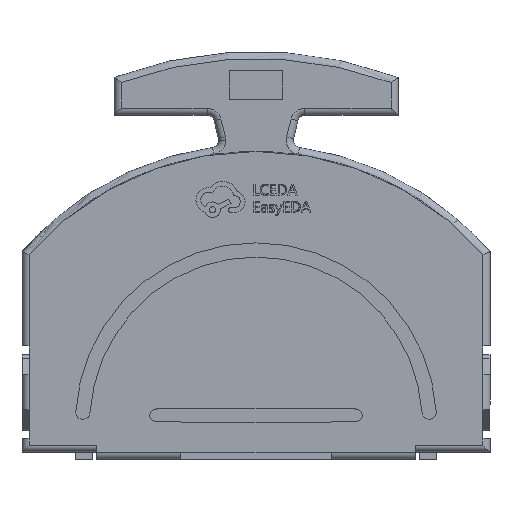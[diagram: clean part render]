
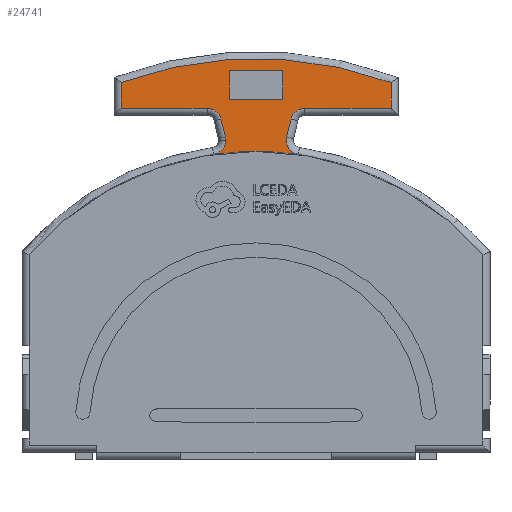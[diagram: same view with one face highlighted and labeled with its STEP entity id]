
A CAD part, top view. The second image highlights one B-rep face of the part: STEP entity #24741.
In plain terms, the highlighted planar face has unit normal (0, 0, 1).
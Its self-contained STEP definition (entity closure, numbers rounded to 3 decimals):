
#318 = DIRECTION ( 'NONE',  ( 0., 0., 1. ) ) ;
#595 = VECTOR ( 'NONE', #11867, 1000. ) ;
#674 = DIRECTION ( 'NONE',  ( 1., 0., 0. ) ) ;
#1150 = VECTOR ( 'NONE', #16567, 1000. ) ;
#1294 = EDGE_CURVE ( 'NONE', #20895, #23730, #15182, .T. ) ;
#1610 = VECTOR ( 'NONE', #12639, 1000. ) ;
#1635 = VECTOR ( 'NONE', #25832, 1000. ) ;
#1968 = ORIENTED_EDGE ( 'NONE', *, *, #26003, .F. ) ;
#2042 = DIRECTION ( 'NONE',  ( 1., 0., 0. ) ) ;
#2358 = DIRECTION ( 'NONE',  ( 0., 0., 1. ) ) ;
#3260 = ORIENTED_EDGE ( 'NONE', *, *, #1294, .T. ) ;
#3376 = CARTESIAN_POINT ( 'NONE',  ( 3.811, 4.061, 3.1 ) ) ;
#3522 = CARTESIAN_POINT ( 'NONE',  ( 0.754, 3.447, 3.1 ) ) ;
#3592 = CARTESIAN_POINT ( 'NONE',  ( 1.378, 3.197, 3.1 ) ) ;
#3617 = ORIENTED_EDGE ( 'NONE', *, *, #20847, .F. ) ;
#3711 = DIRECTION ( 'NONE',  ( 1., 0., 0. ) ) ;
#3782 = CARTESIAN_POINT ( 'NONE',  ( 0.754, 3.447, 3.1 ) ) ;
#4275 = ORIENTED_EDGE ( 'NONE', *, *, #22238, .T. ) ;
#4295 = VECTOR ( 'NONE', #15156, 1000. ) ;
#4916 = ORIENTED_EDGE ( 'NONE', *, *, #18865, .T. ) ;
#5056 = VERTEX_POINT ( 'NONE', #19384 ) ;
#5123 = AXIS2_PLACEMENT_3D ( 'NONE', #19508, #25685, #17640 ) ;
#5571 = CARTESIAN_POINT ( 'NONE',  ( -0.754, 4.262, 3.1 ) ) ;
#5866 = CARTESIAN_POINT ( 'NONE',  ( 0.99, 2.894, 3.1 ) ) ;
#5956 = ORIENTED_EDGE ( 'NONE', *, *, #11620, .F. ) ;
#5974 = VECTOR ( 'NONE', #674, 1000. ) ;
#6128 = CARTESIAN_POINT ( 'NONE',  ( 0., -6.521, 3.1 ) ) ;
#6229 = PLANE ( 'NONE',  #20269 ) ;
#6459 = DIRECTION ( 'NONE',  ( 0., 0., 1. ) ) ;
#6572 = VERTEX_POINT ( 'NONE', #24573 ) ;
#6671 = CARTESIAN_POINT ( 'NONE',  ( 3.811, 3.922, 3.1 ) ) ;
#6726 = DIRECTION ( 'NONE',  ( 1., 0., 0. ) ) ;
#6816 = VERTEX_POINT ( 'NONE', #8969 ) ;
#6977 = CARTESIAN_POINT ( 'NONE',  ( 1.195, 1.894, 3.1 ) ) ;
#7001 = VECTOR ( 'NONE', #13436, 1000. ) ;
#7186 = VERTEX_POINT ( 'NONE', #3592 ) ;
#7194 = AXIS2_PLACEMENT_3D ( 'NONE', #6128, #14162, #20640 ) ;
#7260 = LINE ( 'NONE', #3522, #1635 ) ;
#7294 = EDGE_CURVE ( 'NONE', #5056, #6572, #25513, .T. ) ;
#7402 = LINE ( 'NONE', #3782, #595 ) ;
#7507 = ORIENTED_EDGE ( 'NONE', *, *, #19876, .T. ) ;
#7692 = VERTEX_POINT ( 'NONE', #22679 ) ;
#7762 = VERTEX_POINT ( 'NONE', #19555 ) ;
#8026 = CARTESIAN_POINT ( 'NONE',  ( 1.278, -6.203, 3.1 ) ) ;
#8143 = CIRCLE ( 'NONE', #22856, 0.4 ) ;
#8305 = VERTEX_POINT ( 'NONE', #23280 ) ;
#8316 = CARTESIAN_POINT ( 'NONE',  ( -1.252, 2.29, 3.1 ) ) ;
#8595 = EDGE_CURVE ( 'NONE', #7692, #6572, #20761, .T. ) ;
#8969 = CARTESIAN_POINT ( 'NONE',  ( -0.852, 2.29, 3.1 ) ) ;
#9272 = VERTEX_POINT ( 'NONE', #5866 ) ;
#9396 = ORIENTED_EDGE ( 'NONE', *, *, #22593, .T. ) ;
#9773 = CIRCLE ( 'NONE', #16499, 11.1 ) ;
#9786 = ORIENTED_EDGE ( 'NONE', *, *, #8595, .T. ) ;
#9986 = CARTESIAN_POINT ( 'NONE',  ( 4.011, 3.197, 3.1 ) ) ;
#10633 = DIRECTION ( 'NONE',  ( 1., 0., 0. ) ) ;
#10788 = LINE ( 'NONE', #20638, #1150 ) ;
#10944 = CIRCLE ( 'NONE', #20584, 0.4 ) ;
#11540 = CARTESIAN_POINT ( 'NONE',  ( -0.863, 2.387, 3.1 ) ) ;
#11620 = EDGE_CURVE ( 'NONE', #8305, #24060, #17167, .T. ) ;
#11867 = DIRECTION ( 'NONE',  ( 0., 1., 0. ) ) ;
#12155 = EDGE_CURVE ( 'NONE', #7186, #18251, #25654, .T. ) ;
#12236 = VERTEX_POINT ( 'NONE', #18128 ) ;
#12308 = DIRECTION ( 'NONE',  ( 0., 0., -1. ) ) ;
#12390 = CARTESIAN_POINT ( 'NONE',  ( 0.754, 3.447, 3.1 ) ) ;
#12639 = DIRECTION ( 'NONE',  ( 0., -1., 0. ) ) ;
#12830 = ORIENTED_EDGE ( 'NONE', *, *, #18092, .F. ) ;
#13311 = VERTEX_POINT ( 'NONE', #6671 ) ;
#13436 = DIRECTION ( 'NONE',  ( -1., 0., 0. ) ) ;
#13638 = DIRECTION ( 'NONE',  ( 1., 0., 0. ) ) ;
#13714 = DIRECTION ( 'NONE',  ( 0., 0., 1. ) ) ;
#13935 = CARTESIAN_POINT ( 'NONE',  ( 3.811, 3.197, 3.1 ) ) ;
#14162 = DIRECTION ( 'NONE',  ( 0., 0., -1. ) ) ;
#14954 = EDGE_CURVE ( 'NONE', #21010, #8305, #7402, .T. ) ;
#15156 = DIRECTION ( 'NONE',  ( 0., 1., 0. ) ) ;
#15182 = CIRCLE ( 'NONE', #7194, 8.5 ) ;
#15317 = VECTOR ( 'NONE', #19771, 1000. ) ;
#15349 = VECTOR ( 'NONE', #17980, 1000. ) ;
#15578 = CARTESIAN_POINT ( 'NONE',  ( 0.754, 4.262, 3.1 ) ) ;
#15668 = EDGE_LOOP ( 'NONE', ( #22944, #19250, #5956, #23081 ) ) ;
#16499 = AXIS2_PLACEMENT_3D ( 'NONE', #18196, #13714, #20047 ) ;
#16567 = DIRECTION ( 'NONE',  ( 0.242, 0.97, 0. ) ) ;
#16749 = CARTESIAN_POINT ( 'NONE',  ( -3.8, -6.521, 3.1 ) ) ;
#17076 = EDGE_LOOP ( 'NONE', ( #17633, #3260, #3617, #4275, #12830, #24843, #18095, #4916, #9396, #9786, #25472, #7507, #1968 ) ) ;
#17167 = LINE ( 'NONE', #15578, #7001 ) ;
#17410 = CIRCLE ( 'NONE', #19103, 0.4 ) ;
#17633 = ORIENTED_EDGE ( 'NONE', *, *, #22645, .F. ) ;
#17640 = DIRECTION ( 'NONE',  ( 1., 0., 0. ) ) ;
#17811 = CARTESIAN_POINT ( 'NONE',  ( -1.195, 1.894, 3.1 ) ) ;
#17980 = DIRECTION ( 'NONE',  ( 0., -1., 0. ) ) ;
#18092 = EDGE_CURVE ( 'NONE', #7186, #9272, #19499, .T. ) ;
#18095 = ORIENTED_EDGE ( 'NONE', *, *, #19824, .T. ) ;
#18128 = CARTESIAN_POINT ( 'NONE',  ( -0.754, 3.447, 3.1 ) ) ;
#18196 = CARTESIAN_POINT ( 'NONE',  ( 0., -6.503, 3.1 ) ) ;
#18251 = VERTEX_POINT ( 'NONE', #13935 ) ;
#18780 = AXIS2_PLACEMENT_3D ( 'NONE', #20480, #2358, #10633 ) ;
#18795 = CARTESIAN_POINT ( 'NONE',  ( -1.222, 3.197, 3.1 ) ) ;
#18865 = EDGE_CURVE ( 'NONE', #13311, #21897, #9773, .T. ) ;
#19103 = AXIS2_PLACEMENT_3D ( 'NONE', #22135, #318, #2042 ) ;
#19236 = VECTOR ( 'NONE', #13638, 1000. ) ;
#19250 = ORIENTED_EDGE ( 'NONE', *, *, #25363, .F. ) ;
#19384 = CARTESIAN_POINT ( 'NONE',  ( -0.99, 2.894, 3.1 ) ) ;
#19499 = CIRCLE ( 'NONE', #5123, 0.4 ) ;
#19508 = CARTESIAN_POINT ( 'NONE',  ( 1.378, 2.797, 3.1 ) ) ;
#19555 = CARTESIAN_POINT ( 'NONE',  ( 0.863, 2.387, 3.1 ) ) ;
#19771 = DIRECTION ( 'NONE',  ( 0.242, -0.97, 0. ) ) ;
#19824 = EDGE_CURVE ( 'NONE', #18251, #13311, #25187, .T. ) ;
#19876 = EDGE_CURVE ( 'NONE', #5056, #22386, #26074, .T. ) ;
#19957 = LINE ( 'NONE', #23647, #15349 ) ;
#20047 = DIRECTION ( 'NONE',  ( 1., 0., 0. ) ) ;
#20164 = CARTESIAN_POINT ( 'NONE',  ( 1.252, 2.29, 3.1 ) ) ;
#20269 = AXIS2_PLACEMENT_3D ( 'NONE', #26024, #12308, #3711 ) ;
#20480 = CARTESIAN_POINT ( 'NONE',  ( -1.378, 2.797, 3.1 ) ) ;
#20584 = AXIS2_PLACEMENT_3D ( 'NONE', #8316, #6459, #6726 ) ;
#20638 = CARTESIAN_POINT ( 'NONE',  ( 1.028, 3.045, 3.1 ) ) ;
#20640 = DIRECTION ( 'NONE',  ( 0., 1., 0. ) ) ;
#20761 = LINE ( 'NONE', #18795, #5974 ) ;
#20847 = EDGE_CURVE ( 'NONE', #7762, #23730, #8143, .T. ) ;
#20895 = VERTEX_POINT ( 'NONE', #17811 ) ;
#21010 = VERTEX_POINT ( 'NONE', #12390 ) ;
#21897 = VERTEX_POINT ( 'NONE', #22000 ) ;
#22000 = CARTESIAN_POINT ( 'NONE',  ( -3.8, 3.926, 3.1 ) ) ;
#22135 = CARTESIAN_POINT ( 'NONE',  ( -1.252, 2.29, 3.1 ) ) ;
#22238 = EDGE_CURVE ( 'NONE', #7762, #9272, #10788, .T. ) ;
#22320 = FACE_OUTER_BOUND ( 'NONE', #17076, .T. ) ;
#22383 = LINE ( 'NONE', #16749, #1610 ) ;
#22386 = VERTEX_POINT ( 'NONE', #11540 ) ;
#22593 = EDGE_CURVE ( 'NONE', #21897, #7692, #22383, .T. ) ;
#22645 = EDGE_CURVE ( 'NONE', #20895, #6816, #10944, .T. ) ;
#22679 = CARTESIAN_POINT ( 'NONE',  ( -3.8, 3.197, 3.1 ) ) ;
#22856 = AXIS2_PLACEMENT_3D ( 'NONE', #20164, #23876, #25863 ) ;
#22871 = EDGE_CURVE ( 'NONE', #12236, #21010, #7260, .T. ) ;
#22944 = ORIENTED_EDGE ( 'NONE', *, *, #22871, .F. ) ;
#23081 = ORIENTED_EDGE ( 'NONE', *, *, #14954, .F. ) ;
#23280 = CARTESIAN_POINT ( 'NONE',  ( 0.754, 4.262, 3.1 ) ) ;
#23647 = CARTESIAN_POINT ( 'NONE',  ( -0.754, 3.447, 3.1 ) ) ;
#23730 = VERTEX_POINT ( 'NONE', #6977 ) ;
#23876 = DIRECTION ( 'NONE',  ( 0., 0., 1. ) ) ;
#24060 = VERTEX_POINT ( 'NONE', #5571 ) ;
#24190 = FACE_BOUND ( 'NONE', #15668, .T. ) ;
#24573 = CARTESIAN_POINT ( 'NONE',  ( -1.378, 3.197, 3.1 ) ) ;
#24741 = ADVANCED_FACE ( 'NONE', ( #24190, #22320 ), #6229, .F. ) ;
#24843 = ORIENTED_EDGE ( 'NONE', *, *, #12155, .T. ) ;
#25187 = LINE ( 'NONE', #3376, #4295 ) ;
#25363 = EDGE_CURVE ( 'NONE', #24060, #12236, #19957, .T. ) ;
#25472 = ORIENTED_EDGE ( 'NONE', *, *, #7294, .F. ) ;
#25513 = CIRCLE ( 'NONE', #18780, 0.4 ) ;
#25654 = LINE ( 'NONE', #9986, #19236 ) ;
#25685 = DIRECTION ( 'NONE',  ( 0., 0., 1. ) ) ;
#25832 = DIRECTION ( 'NONE',  ( 1., 0., 0. ) ) ;
#25863 = DIRECTION ( 'NONE',  ( 1., 0., 0. ) ) ;
#26003 = EDGE_CURVE ( 'NONE', #6816, #22386, #17410, .T. ) ;
#26024 = CARTESIAN_POINT ( 'NONE',  ( 0., -6.521, 3.1 ) ) ;
#26074 = LINE ( 'NONE', #8026, #15317 ) ;
